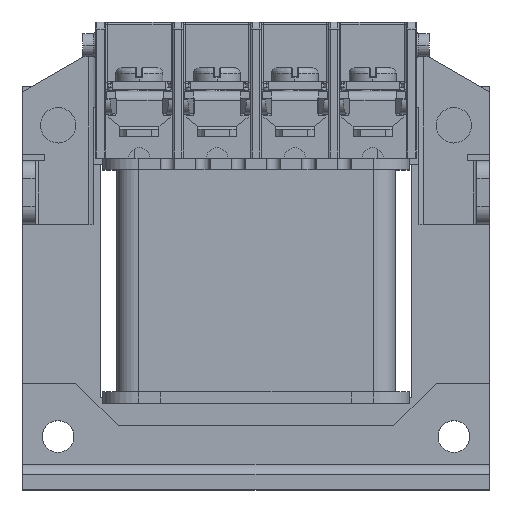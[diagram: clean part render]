
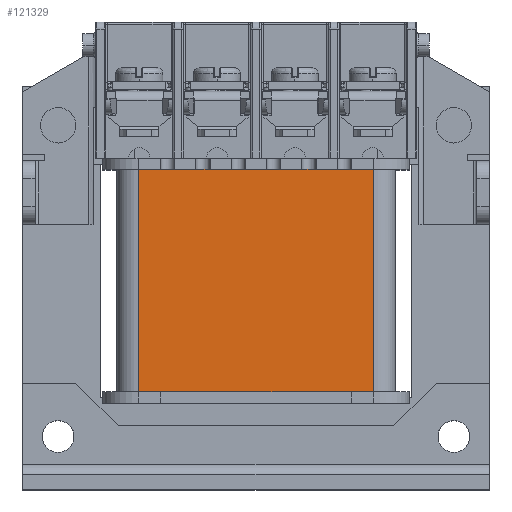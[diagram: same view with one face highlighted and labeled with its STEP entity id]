
A CAD part, top view. The second image highlights one B-rep face of the part: STEP entity #121329.
In plain terms, the highlighted planar face has unit normal (0, 0, 1).
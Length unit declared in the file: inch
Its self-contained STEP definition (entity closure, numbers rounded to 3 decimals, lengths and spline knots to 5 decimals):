
#1820 = CARTESIAN_POINT ( 'NONE',  ( 0.65709, -0.61959, 1.1811 ) ) ;
#2374 = EDGE_LOOP ( 'NONE', ( #25392, #121122, #113394, #112022, #45239, #108814, #45629, #104939, #22507, #78168, #5121, #11467, #52351, #6307, #44248, #102605, #44306, #73123 ) ) ;
#2479 = CARTESIAN_POINT ( 'NONE',  ( -0.65709, 0.61959, 1.1811 ) ) ;
#4718 = VECTOR ( 'NONE', #73525, 39.37008 ) ;
#5121 = ORIENTED_EDGE ( 'NONE', *, *, #49953, .F. ) ;
#6307 = ORIENTED_EDGE ( 'NONE', *, *, #12914, .F. ) ;
#7408 = CARTESIAN_POINT ( 'NONE',  ( -0.65709, 0.61959, 1.1811 ) ) ;
#8762 = VECTOR ( 'NONE', #13499, 39.37008 ) ;
#9114 = LINE ( 'NONE', #46443, #91900 ) ;
#10747 = LINE ( 'NONE', #110974, #4718 ) ;
#11467 = ORIENTED_EDGE ( 'NONE', *, *, #93080, .F. ) ;
#12396 = EDGE_CURVE ( 'NONE', #102507, #97353, #97952, .T. ) ;
#12727 = CARTESIAN_POINT ( 'NONE',  ( -0.05906, 0.61959, 1.1811 ) ) ;
#12914 = EDGE_CURVE ( 'NONE', #74507, #42329, #55732, .T. ) ;
#13499 = DIRECTION ( 'NONE',  ( 1., 0., 0. ) ) ;
#14370 = EDGE_CURVE ( 'NONE', #114349, #113565, #124631, .T. ) ;
#14450 = EDGE_CURVE ( 'NONE', #82591, #28258, #109623, .T. ) ;
#14475 = VERTEX_POINT ( 'NONE', #118644 ) ;
#15479 = CARTESIAN_POINT ( 'NONE',  ( 0.5315, 0.61959, 1.1811 ) ) ;
#15487 = CARTESIAN_POINT ( 'NONE',  ( -0.65709, -0.61959, 1.1811 ) ) ;
#17279 = CARTESIAN_POINT ( 'NONE',  ( -0.65709, 3.44514, 1.1811 ) ) ;
#20254 = EDGE_CURVE ( 'NONE', #54754, #74507, #45492, .T. ) ;
#20294 = CARTESIAN_POINT ( 'NONE',  ( 0.65709, 3.44514, 1.1811 ) ) ;
#22145 = EDGE_CURVE ( 'NONE', #42329, #66623, #10747, .T. ) ;
#22382 = CARTESIAN_POINT ( 'NONE',  ( 0.25591, 0.61959, 1.1811 ) ) ;
#22507 = ORIENTED_EDGE ( 'NONE', *, *, #64729, .F. ) ;
#24354 = CARTESIAN_POINT ( 'NONE',  ( 0.1378, 0.61959, 1.1811 ) ) ;
#24757 = LINE ( 'NONE', #102562, #78887 ) ;
#24770 = DIRECTION ( 'NONE',  ( -1., 0., 0. ) ) ;
#25047 = CARTESIAN_POINT ( 'NONE',  ( -0.65709, 0.61959, 1.1811 ) ) ;
#25392 = ORIENTED_EDGE ( 'NONE', *, *, #83577, .F. ) ;
#26617 = CARTESIAN_POINT ( 'NONE',  ( -0.1378, 0.61959, 1.1811 ) ) ;
#26691 = LINE ( 'NONE', #117744, #119949 ) ;
#28198 = DIRECTION ( 'NONE',  ( 1., 0., 0. ) ) ;
#28258 = VERTEX_POINT ( 'NONE', #24354 ) ;
#28836 = VECTOR ( 'NONE', #69022, 39.37008 ) ;
#31246 = CARTESIAN_POINT ( 'NONE',  ( -0.33465, 0.61959, 1.1811 ) ) ;
#31491 = DIRECTION ( 'NONE',  ( 1., 0., 0. ) ) ;
#32637 = VECTOR ( 'NONE', #54815, 39.37008 ) ;
#32665 = LINE ( 'NONE', #64133, #55219 ) ;
#33851 = LINE ( 'NONE', #39977, #54942 ) ;
#34901 = DIRECTION ( 'NONE',  ( 1., 0., 0. ) ) ;
#35666 = DIRECTION ( 'NONE',  ( 1., 0., 0. ) ) ;
#36048 = EDGE_CURVE ( 'NONE', #14475, #45362, #24757, .T. ) ;
#38730 = DIRECTION ( 'NONE',  ( 1., 0., 0. ) ) ;
#39977 = CARTESIAN_POINT ( 'NONE',  ( -0.65709, 0.61959, 1.1811 ) ) ;
#41207 = LINE ( 'NONE', #98462, #104384 ) ;
#42329 = VERTEX_POINT ( 'NONE', #25047 ) ;
#42557 = CARTESIAN_POINT ( 'NONE',  ( -0.65709, 0.61959, 1.1811 ) ) ;
#44248 = ORIENTED_EDGE ( 'NONE', *, *, #20254, .F. ) ;
#44306 = ORIENTED_EDGE ( 'NONE', *, *, #47190, .F. ) ;
#44722 = CARTESIAN_POINT ( 'NONE',  ( -0.25591, 0.61959, 1.1811 ) ) ;
#45239 = ORIENTED_EDGE ( 'NONE', *, *, #47782, .F. ) ;
#45362 = VERTEX_POINT ( 'NONE', #15479 ) ;
#45492 = LINE ( 'NONE', #51336, #28836 ) ;
#45629 = ORIENTED_EDGE ( 'NONE', *, *, #47139, .F. ) ;
#45875 = CARTESIAN_POINT ( 'NONE',  ( -0.65709, 0.61959, 1.1811 ) ) ;
#46335 = DIRECTION ( 'NONE',  ( 0., 0., -1. ) ) ;
#46443 = CARTESIAN_POINT ( 'NONE',  ( -0.65709, -0.61959, 1.1811 ) ) ;
#46515 = DIRECTION ( 'NONE',  ( 1., 0., 0. ) ) ;
#47137 = PLANE ( 'NONE',  #95650 ) ;
#47139 = EDGE_CURVE ( 'NONE', #117555, #82591, #26691, .T. ) ;
#47190 = EDGE_CURVE ( 'NONE', #113565, #74652, #80826, .T. ) ;
#47458 = CARTESIAN_POINT ( 'NONE',  ( 2.62973, 0.61959, 1.1811 ) ) ;
#47782 = EDGE_CURVE ( 'NONE', #28258, #81694, #76251, .T. ) ;
#49087 = EDGE_CURVE ( 'NONE', #100717, #117555, #33851, .T. ) ;
#49953 = EDGE_CURVE ( 'NONE', #54797, #102507, #41207, .T. ) ;
#51336 = CARTESIAN_POINT ( 'NONE',  ( 2.62973, -0.61959, 1.1811 ) ) ;
#52351 = ORIENTED_EDGE ( 'NONE', *, *, #22145, .F. ) ;
#52679 = VECTOR ( 'NONE', #109051, 39.37008 ) ;
#54179 = EDGE_CURVE ( 'NONE', #90596, #14475, #56096, .T. ) ;
#54754 = VERTEX_POINT ( 'NONE', #65052 ) ;
#54797 = VERTEX_POINT ( 'NONE', #67500 ) ;
#54815 = DIRECTION ( 'NONE',  ( 1., 0., 0. ) ) ;
#54942 = VECTOR ( 'NONE', #38730, 39.37008 ) ;
#55219 = VECTOR ( 'NONE', #73738, 39.37008 ) ;
#55732 = LINE ( 'NONE', #59090, #52679 ) ;
#56096 = LINE ( 'NONE', #45875, #122213 ) ;
#56296 = CARTESIAN_POINT ( 'NONE',  ( 0.05906, 0.61959, 1.1811 ) ) ;
#59090 = CARTESIAN_POINT ( 'NONE',  ( -0.65709, 3.44514, 1.1811 ) ) ;
#59792 = DIRECTION ( 'NONE',  ( 1., 0., 0. ) ) ;
#60217 = VECTOR ( 'NONE', #46515, 39.37008 ) ;
#64133 = CARTESIAN_POINT ( 'NONE',  ( -0.65709, 0.61959, 1.1811 ) ) ;
#64729 = EDGE_CURVE ( 'NONE', #97353, #100717, #101924, .T. ) ;
#65052 = CARTESIAN_POINT ( 'NONE',  ( -0.53189, -0.61959, 1.1811 ) ) ;
#66623 = VERTEX_POINT ( 'NONE', #92248 ) ;
#67500 = CARTESIAN_POINT ( 'NONE',  ( -0.45276, 0.61959, 1.1811 ) ) ;
#68378 = CARTESIAN_POINT ( 'NONE',  ( 0.33465, 0.61959, 1.1811 ) ) ;
#69022 = DIRECTION ( 'NONE',  ( -1., 0., 0. ) ) ;
#69695 = VECTOR ( 'NONE', #123570, 39.37008 ) ;
#73123 = ORIENTED_EDGE ( 'NONE', *, *, #14370, .F. ) ;
#73525 = DIRECTION ( 'NONE',  ( 1., 0., 0. ) ) ;
#73738 = DIRECTION ( 'NONE',  ( 1., 0., 0. ) ) ;
#74507 = VERTEX_POINT ( 'NONE', #15487 ) ;
#74652 = VERTEX_POINT ( 'NONE', #106116 ) ;
#75751 = LINE ( 'NONE', #47458, #69695 ) ;
#76251 = LINE ( 'NONE', #121656, #32637 ) ;
#78168 = ORIENTED_EDGE ( 'NONE', *, *, #12396, .F. ) ;
#78288 = LINE ( 'NONE', #84323, #60217 ) ;
#78887 = VECTOR ( 'NONE', #83634, 39.37008 ) ;
#80826 = LINE ( 'NONE', #111345, #94406 ) ;
#81694 = VERTEX_POINT ( 'NONE', #22382 ) ;
#82591 = VERTEX_POINT ( 'NONE', #56296 ) ;
#83577 = EDGE_CURVE ( 'NONE', #45362, #114349, #75751, .T. ) ;
#83634 = DIRECTION ( 'NONE',  ( 1., 0., 0. ) ) ;
#83806 = VECTOR ( 'NONE', #35666, 39.37008 ) ;
#84323 = CARTESIAN_POINT ( 'NONE',  ( -0.65709, 0.61959, 1.1811 ) ) ;
#84499 = CARTESIAN_POINT ( 'NONE',  ( 0.65709, 0.61959, 1.1811 ) ) ;
#84570 = DIRECTION ( 'NONE',  ( -1., 0., 0. ) ) ;
#86286 = EDGE_CURVE ( 'NONE', #81694, #90596, #78288, .T. ) ;
#87548 = DIRECTION ( 'NONE',  ( 0., -1., 0. ) ) ;
#90596 = VERTEX_POINT ( 'NONE', #68378 ) ;
#90603 = FACE_OUTER_BOUND ( 'NONE', #2374, .T. ) ;
#91900 = VECTOR ( 'NONE', #113691, 39.37008 ) ;
#92248 = CARTESIAN_POINT ( 'NONE',  ( -0.5315, 0.61959, 1.1811 ) ) ;
#93080 = EDGE_CURVE ( 'NONE', #66623, #54797, #32665, .T. ) ;
#94406 = VECTOR ( 'NONE', #24770, 39.37008 ) ;
#95650 = AXIS2_PLACEMENT_3D ( 'NONE', #17279, #46335, #84570 ) ;
#97070 = EDGE_CURVE ( 'NONE', #74652, #54754, #9114, .T. ) ;
#97353 = VERTEX_POINT ( 'NONE', #44722 ) ;
#97952 = LINE ( 'NONE', #2479, #111430 ) ;
#98462 = CARTESIAN_POINT ( 'NONE',  ( -0.65709, 0.61959, 1.1811 ) ) ;
#100717 = VERTEX_POINT ( 'NONE', #26617 ) ;
#101924 = LINE ( 'NONE', #7408, #83806 ) ;
#102052 = VECTOR ( 'NONE', #87548, 39.37008 ) ;
#102507 = VERTEX_POINT ( 'NONE', #31246 ) ;
#102562 = CARTESIAN_POINT ( 'NONE',  ( -0.65709, 0.61959, 1.1811 ) ) ;
#102605 = ORIENTED_EDGE ( 'NONE', *, *, #97070, .F. ) ;
#104384 = VECTOR ( 'NONE', #59792, 39.37008 ) ;
#104939 = ORIENTED_EDGE ( 'NONE', *, *, #49087, .F. ) ;
#106116 = CARTESIAN_POINT ( 'NONE',  ( 0.5311, -0.61959, 1.1811 ) ) ;
#108814 = ORIENTED_EDGE ( 'NONE', *, *, #14450, .F. ) ;
#109051 = DIRECTION ( 'NONE',  ( 0., 1., 0. ) ) ;
#109623 = LINE ( 'NONE', #42557, #8762 ) ;
#110974 = CARTESIAN_POINT ( 'NONE',  ( -0.65709, 0.61959, 1.1811 ) ) ;
#111345 = CARTESIAN_POINT ( 'NONE',  ( 2.62973, -0.61959, 1.1811 ) ) ;
#111430 = VECTOR ( 'NONE', #31491, 39.37008 ) ;
#112022 = ORIENTED_EDGE ( 'NONE', *, *, #86286, .F. ) ;
#113394 = ORIENTED_EDGE ( 'NONE', *, *, #54179, .F. ) ;
#113565 = VERTEX_POINT ( 'NONE', #1820 ) ;
#113691 = DIRECTION ( 'NONE',  ( -1., 0., 0. ) ) ;
#114349 = VERTEX_POINT ( 'NONE', #84499 ) ;
#117555 = VERTEX_POINT ( 'NONE', #12727 ) ;
#117744 = CARTESIAN_POINT ( 'NONE',  ( -0.65709, 0.61959, 1.1811 ) ) ;
#118644 = CARTESIAN_POINT ( 'NONE',  ( 0.45276, 0.61959, 1.1811 ) ) ;
#119949 = VECTOR ( 'NONE', #34901, 39.37008 ) ;
#121122 = ORIENTED_EDGE ( 'NONE', *, *, #36048, .F. ) ;
#121329 = ADVANCED_FACE ( 'NONE', ( #90603 ), #47137, .F. ) ;
#121656 = CARTESIAN_POINT ( 'NONE',  ( -0.65709, 0.61959, 1.1811 ) ) ;
#122213 = VECTOR ( 'NONE', #28198, 39.37008 ) ;
#123570 = DIRECTION ( 'NONE',  ( 1., 0., 0. ) ) ;
#124631 = LINE ( 'NONE', #20294, #102052 ) ;
